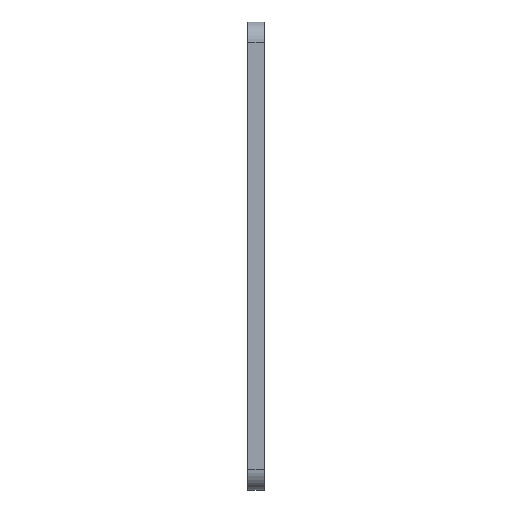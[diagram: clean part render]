
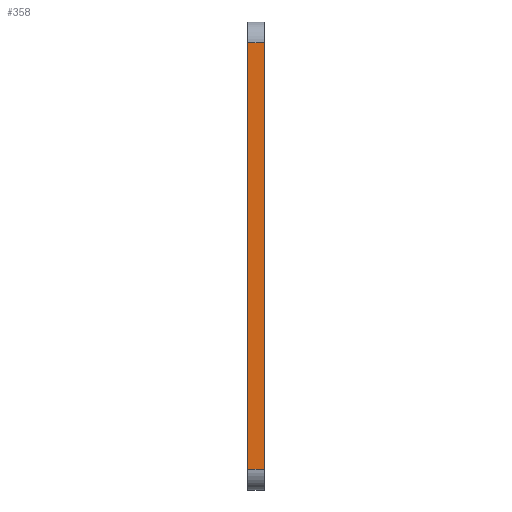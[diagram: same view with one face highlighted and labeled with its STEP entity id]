
A CAD part, left-side view. The second image highlights one B-rep face of the part: STEP entity #358.
In plain terms, the highlighted planar face has unit normal (-1, 0, 0).
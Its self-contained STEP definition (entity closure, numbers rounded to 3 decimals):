
#6 = LINE ( 'NONE', #206, #608 ) ;
#132 = LINE ( 'NONE', #489, #726 ) ;
#147 = VECTOR ( 'NONE', #189, 1000. ) ;
#154 = CARTESIAN_POINT ( 'NONE',  ( -8.5, 0., 46. ) ) ;
#189 = DIRECTION ( 'NONE',  ( 0., -1., 0. ) ) ;
#206 = CARTESIAN_POINT ( 'NONE',  ( -8.5, 0., -8.5 ) ) ;
#221 = LINE ( 'NONE', #340, #465 ) ;
#249 = LINE ( 'NONE', #488, #147 ) ;
#255 = DIRECTION ( 'NONE',  ( -1., 0., 0. ) ) ;
#268 = EDGE_CURVE ( 'NONE', #309, #426, #221, .T. ) ;
#309 = VERTEX_POINT ( 'NONE', #154 ) ;
#329 = EDGE_CURVE ( 'NONE', #679, #426, #132, .T. ) ;
#340 = CARTESIAN_POINT ( 'NONE',  ( -8.5, 0., 46. ) ) ;
#358 = ADVANCED_FACE ( 'NONE', ( #660 ), #561, .T. ) ;
#364 = ORIENTED_EDGE ( 'NONE', *, *, #329, .F. ) ;
#367 = ORIENTED_EDGE ( 'NONE', *, *, #719, .T. ) ;
#423 = VERTEX_POINT ( 'NONE', #689 ) ;
#426 = VERTEX_POINT ( 'NONE', #633 ) ;
#432 = CARTESIAN_POINT ( 'NONE',  ( -8.5, 2., -6. ) ) ;
#465 = VECTOR ( 'NONE', #581, 1000. ) ;
#473 = DIRECTION ( 'NONE',  ( 0., 0., 1. ) ) ;
#487 = ORIENTED_EDGE ( 'NONE', *, *, #268, .T. ) ;
#488 = CARTESIAN_POINT ( 'NONE',  ( -8.5, 0., -6. ) ) ;
#489 = CARTESIAN_POINT ( 'NONE',  ( -8.5, 2., -8.5 ) ) ;
#495 = DIRECTION ( 'NONE',  ( 0., 0., 1. ) ) ;
#555 = ORIENTED_EDGE ( 'NONE', *, *, #664, .T. ) ;
#561 = PLANE ( 'NONE',  #562 ) ;
#562 = AXIS2_PLACEMENT_3D ( 'NONE', #655, #255, #495 ) ;
#581 = DIRECTION ( 'NONE',  ( 0., 1., 0. ) ) ;
#608 = VECTOR ( 'NONE', #740, 1000. ) ;
#633 = CARTESIAN_POINT ( 'NONE',  ( -8.5, 2., 46. ) ) ;
#655 = CARTESIAN_POINT ( 'NONE',  ( -8.5, 0., -8.5 ) ) ;
#660 = FACE_OUTER_BOUND ( 'NONE', #722, .T. ) ;
#664 = EDGE_CURVE ( 'NONE', #423, #309, #6, .T. ) ;
#679 = VERTEX_POINT ( 'NONE', #432 ) ;
#689 = CARTESIAN_POINT ( 'NONE',  ( -8.5, 0., -6. ) ) ;
#719 = EDGE_CURVE ( 'NONE', #679, #423, #249, .T. ) ;
#722 = EDGE_LOOP ( 'NONE', ( #364, #367, #555, #487 ) ) ;
#726 = VECTOR ( 'NONE', #473, 1000. ) ;
#740 = DIRECTION ( 'NONE',  ( 0., 0., 1. ) ) ;
